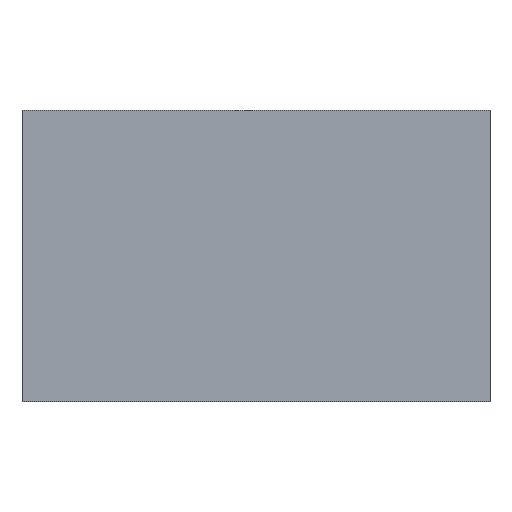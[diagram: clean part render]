
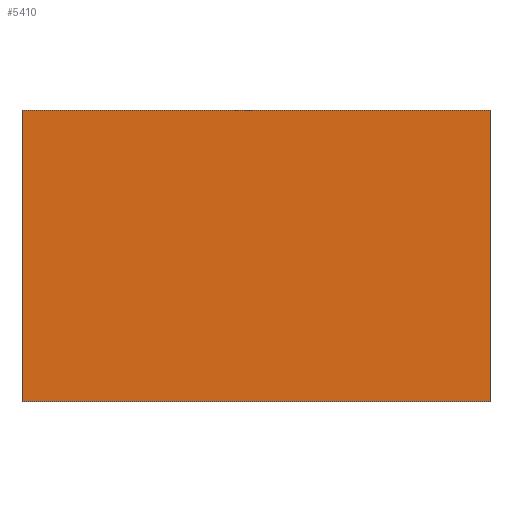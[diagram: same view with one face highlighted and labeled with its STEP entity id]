
A CAD part, top view. The second image highlights one B-rep face of the part: STEP entity #5410.
In plain terms, the highlighted planar face has unit normal (0, 0, 1).
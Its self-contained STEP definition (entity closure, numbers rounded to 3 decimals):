
#5354=CARTESIAN_POINT('',(0.9,0.56,1.02));
#5355=VERTEX_POINT('',#5354);
#5362=CARTESIAN_POINT('',(0.9,-0.56,1.02));
#5363=VERTEX_POINT('',#5362);
#5364=CARTESIAN_POINT('',(0.9,-0.56,1.02));
#5365=DIRECTION('',(0.0,1.0,0.0));
#5366=VECTOR('',#5365,1.12);
#5367=LINE('',#5364,#5366);
#5368=EDGE_CURVE('',#5363,#5355,#5367,.T.);
#5380=CARTESIAN_POINT('',(-0.99,0.616,1.02));
#5381=DIRECTION('',(0.0,0.0,1.0));
#5382=DIRECTION('',(1.0,0.0,0.0));
#5383=AXIS2_PLACEMENT_3D('',#5380,#5381,#5382);
#5384=PLANE('',#5383);
#5385=CARTESIAN_POINT('',(-0.9,0.56,1.02));
#5386=VERTEX_POINT('',#5385);
#5387=CARTESIAN_POINT('',(0.9,0.56,1.02));
#5388=DIRECTION('',(-1.0,0.0,0.0));
#5389=VECTOR('',#5388,1.8);
#5390=LINE('',#5387,#5389);
#5391=EDGE_CURVE('',#5355,#5386,#5390,.T.);
#5392=ORIENTED_EDGE('',*,*,#5391,.T.);
#5393=CARTESIAN_POINT('',(-0.9,-0.56,1.02));
#5394=VERTEX_POINT('',#5393);
#5395=CARTESIAN_POINT('',(-0.9,-0.56,1.02));
#5396=DIRECTION('',(0.0,1.0,0.0));
#5397=VECTOR('',#5396,1.12);
#5398=LINE('',#5395,#5397);
#5399=EDGE_CURVE('',#5394,#5386,#5398,.T.);
#5400=ORIENTED_EDGE('',*,*,#5399,.F.);
#5401=CARTESIAN_POINT('',(0.9,-0.56,1.02));
#5402=DIRECTION('',(-1.0,0.0,0.0));
#5403=VECTOR('',#5402,1.8);
#5404=LINE('',#5401,#5403);
#5405=EDGE_CURVE('',#5363,#5394,#5404,.T.);
#5406=ORIENTED_EDGE('',*,*,#5405,.F.);
#5407=ORIENTED_EDGE('',*,*,#5368,.T.);
#5408=EDGE_LOOP('',(#5392,#5400,#5406,#5407));
#5409=FACE_OUTER_BOUND('',#5408,.T.);
#5410=ADVANCED_FACE('',(#5409),#5384,.T.);
